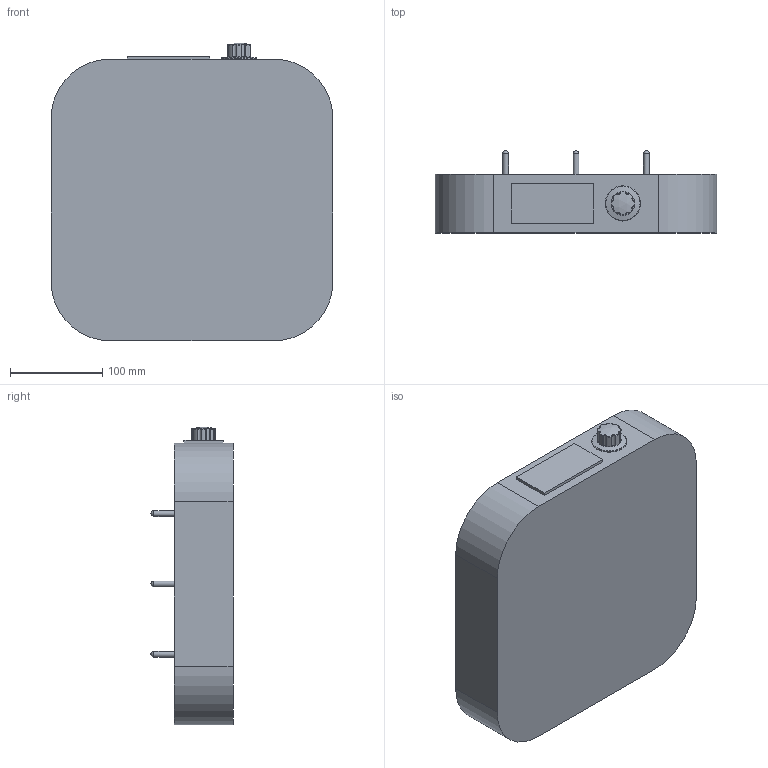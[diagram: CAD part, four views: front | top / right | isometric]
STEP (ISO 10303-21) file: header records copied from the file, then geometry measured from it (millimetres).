
FILE_DESCRIPTION(/* description */ (''),/* implementation_level */ '2;1');
FILE_NAME(/* name */ 'sensor_assembly_v6.step',/* time_stamp */ '2019-12-10T23:15:48-05:00',/* author */ (''),/* organization */ (''),/* preprocessor_version */ 'ST-DEVELOPER v18',/* originating_system */ 'Autodesk Translation Framework v8.12.0.6',/* authorisation */ '');
FILE_SCHEMA (('AUTOMOTIVE_DESIGN { 1 0 10303 214 3 1 1 }'));
Length unit declared in the file: inch
Products named in the file (2): idealized_ver; 6094K94
Assembly tree (1 placements, depth 2):
  idealized_ver
    6094K94
Bounding box: 304.8 x 88.9 x 322.08 mm (x, y, z)
Volume: 5707604.1 mm3; surface area: 265910.6 mm2
Topology: 3 solids, 3 shells, 114 faces, 260 edges, 153 vertices
Faces by surface type: cylinder 47, sphere 26, plane 23, torus 9, bspline 8, cone 1
Full cylindrical faces by diameter (mm): 6.35 x9, 38.1 x1
Entity records: 4348 total; most frequent: CARTESIAN_POINT 1699, DIRECTION 609, ORIENTED_EDGE 502, AXIS2_PLACEMENT_3D 267, EDGE_CURVE 251, CIRCLE 158, VERTEX_POINT 153, EDGE_LOOP 124
